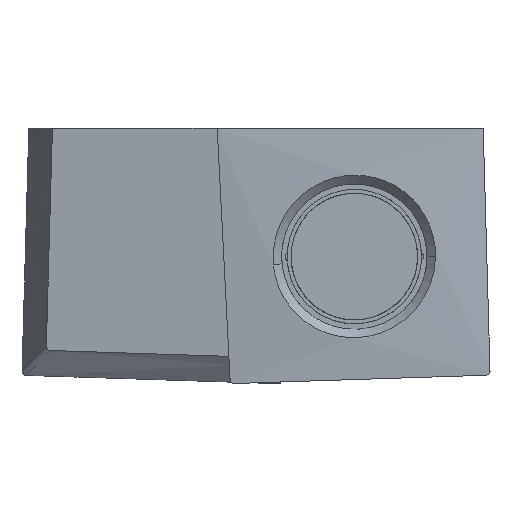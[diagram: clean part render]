
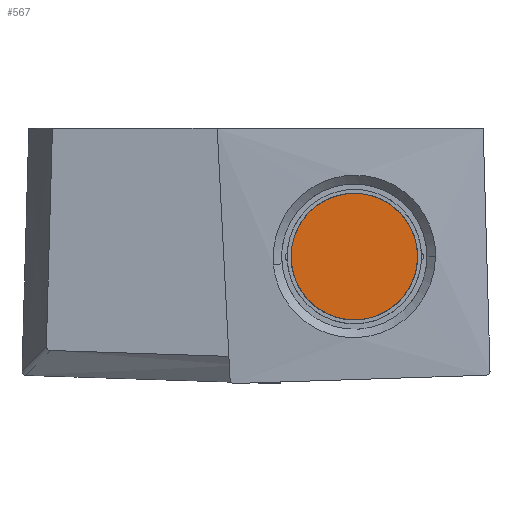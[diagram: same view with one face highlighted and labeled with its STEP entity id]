
A CAD part, top view. The second image highlights one B-rep face of the part: STEP entity #567.
In plain terms, the highlighted free-form (B-spline) face has degree [1, 1] with [2, 2] control points.
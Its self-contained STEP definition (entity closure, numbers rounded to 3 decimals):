
#165=B_SPLINE_SURFACE_WITH_KNOTS('',1,1,((#13498,#13499),(#13500,#13501)),
 .UNSPECIFIED.,.F.,.F.,.F.,(2,2),(2,2),(-46.25,46.25),(-46.25,46.25),
 .UNSPECIFIED.);
#567=ADVANCED_FACE('',(#976),#165,.T.);
#976=FACE_OUTER_BOUND('',#1385,.T.);
#1385=EDGE_LOOP('',(#1917));
#1917=ORIENTED_EDGE('',*,*,#10295,.T.);
#3821=PCURVE('',#165,#5725);
#5725=DEFINITIONAL_REPRESENTATION('',(#11257),#29347);
#9337=SURFACE_CURVE('',#11256,(#3821),.PCURVE_S1.);
#10295=EDGE_CURVE('',#12399,#12399,#9337,.T.);
#11256=(
BOUNDED_CURVE()
B_SPLINE_CURVE(2,(#13503,#13504,#13505,#13506,#13507,#13508,#13509,#13510,
#13511),.UNSPECIFIED.,.T.,.F.)
B_SPLINE_CURVE_WITH_KNOTS((3,2,2,2,3),(0.,74.,148.,222.,296.),
 .UNSPECIFIED.)
CURVE()
GEOMETRIC_REPRESENTATION_ITEM()
RATIONAL_B_SPLINE_CURVE((1.,0.707,1.,0.707,1.,0.707,
1.,0.707,1.))
REPRESENTATION_ITEM('')
);
#11257=(
BOUNDED_CURVE()
B_SPLINE_CURVE(2,(#13512,#13513,#13514,#13515,#13516,#13517,#13518,#13519,
#13520),.UNSPECIFIED.,.T.,.F.)
B_SPLINE_CURVE_WITH_KNOTS((3,2,2,2,3),(0.,74.,148.,222.,296.),
 .UNSPECIFIED.)
CURVE()
GEOMETRIC_REPRESENTATION_ITEM()
RATIONAL_B_SPLINE_CURVE((1.,0.707,1.,0.707,1.,0.707,
1.,0.707,1.))
REPRESENTATION_ITEM('')
);
#12399=VERTEX_POINT('',#13502);
#13498=CARTESIAN_POINT('',(318.748,46.25,48.5));
#13499=CARTESIAN_POINT('',(411.248,46.25,48.5));
#13500=CARTESIAN_POINT('',(318.748,-46.25,48.5));
#13501=CARTESIAN_POINT('',(411.248,-46.25,48.5));
#13502=CARTESIAN_POINT('',(401.998,0.,48.5));
#13503=CARTESIAN_POINT('',(401.998,0.,48.5));
#13504=CARTESIAN_POINT('',(401.998,37.,48.5));
#13505=CARTESIAN_POINT('',(364.998,37.,48.5));
#13506=CARTESIAN_POINT('',(327.998,37.,48.5));
#13507=CARTESIAN_POINT('',(327.998,0.,48.5));
#13508=CARTESIAN_POINT('',(327.998,-37.,48.5));
#13509=CARTESIAN_POINT('',(364.998,-37.,48.5));
#13510=CARTESIAN_POINT('',(401.998,-37.,48.5));
#13511=CARTESIAN_POINT('',(401.998,0.,48.5));
#13512=CARTESIAN_POINT('',(0.,37.));
#13513=CARTESIAN_POINT('',(-37.,37.));
#13514=CARTESIAN_POINT('',(-37.,0.));
#13515=CARTESIAN_POINT('',(-37.,-37.));
#13516=CARTESIAN_POINT('',(0.,-37.));
#13517=CARTESIAN_POINT('',(37.,-37.));
#13518=CARTESIAN_POINT('',(37.,0.));
#13519=CARTESIAN_POINT('',(37.,37.));
#13520=CARTESIAN_POINT('',(0.,37.));
#29347=(
GEOMETRIC_REPRESENTATION_CONTEXT(2)
PARAMETRIC_REPRESENTATION_CONTEXT()
REPRESENTATION_CONTEXT('pspace','')
);
